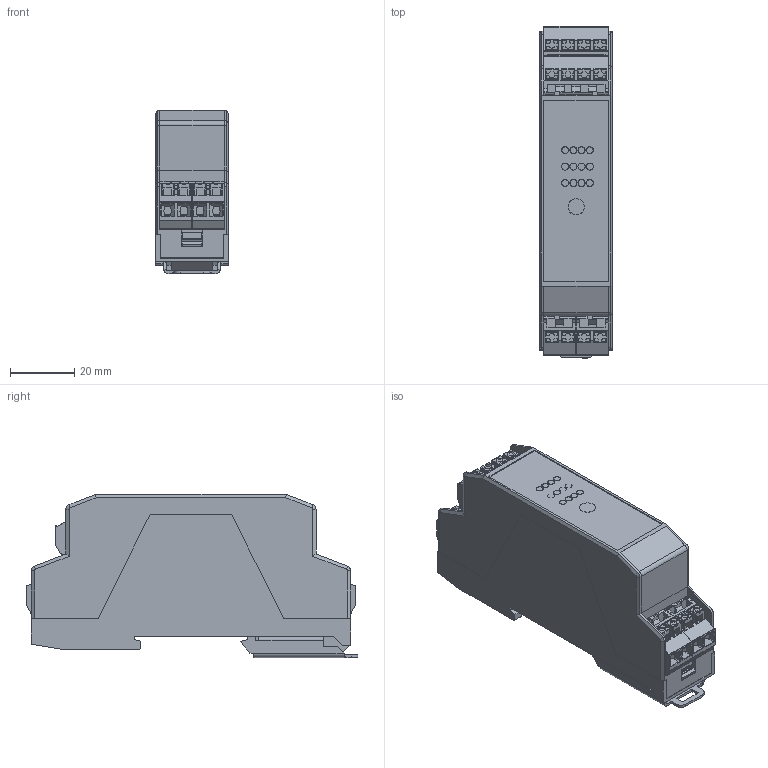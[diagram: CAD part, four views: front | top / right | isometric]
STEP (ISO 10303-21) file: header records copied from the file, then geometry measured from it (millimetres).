
FILE_DESCRIPTION(/* description */ ('Alibre Inc.'),/* implementation_level */ '2;1');
FILE_NAME(/* name */ 'export-F3A375BF-1E1C-4F84-8AF8-C9C9FE46C0C2',/* time_stamp */ '2019-03-14T10:03:41+01:00',/* author */ (''),/* organization */ (''),/* preprocessor_version */ 'ST-DEVELOPER v17',/* originating_system */ 'Alibre',/* authorisation */ '');
FILE_SCHEMA (('AUTOMOTIVE_DESIGN'));
Length unit declared in the file: millimetre
Products named in the file (12): ID_1
Bounding box: 22.6 x 102.95 x 50.6 mm (x, y, z)
Volume: 43230.7 mm3; surface area: 52850.5 mm2
Topology: 21 solids, 21 shells, 5913 faces, 16085 edges, 10426 vertices
Faces by surface type: plane 4701, cylinder 1052, cone 64, sphere 48, torus 48
Full cylindrical faces by diameter (mm): 2.08 x8, 2.2 x20, 4.98 x1, 5 x2
Entity records: 123689 total; most frequent: CARTESIAN_POINT 22973, ORIENTED_EDGE 22222, DIRECTION 16863, EDGE_CURVE 11108, VECTOR 9387, LINE 9387, VERTEX_POINT 7257, AXIS2_PLACEMENT_3D 5289
